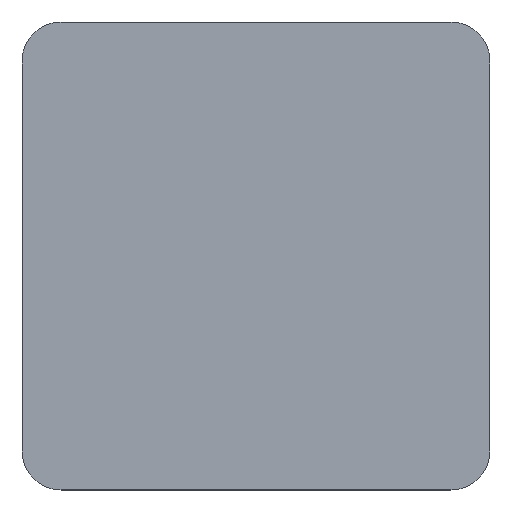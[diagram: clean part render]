
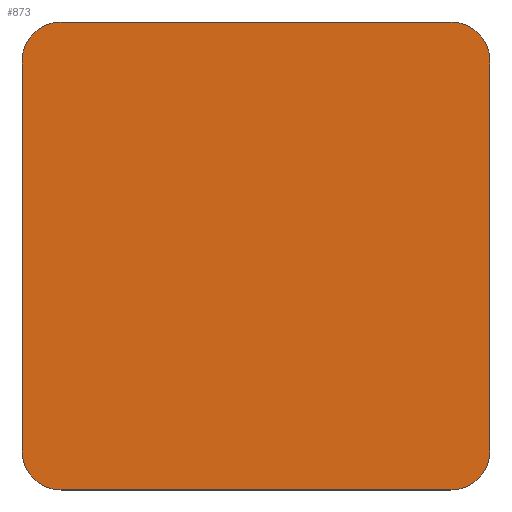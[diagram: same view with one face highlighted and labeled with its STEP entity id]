
A CAD part, top view. The second image highlights one B-rep face of the part: STEP entity #873.
In plain terms, the highlighted planar face has unit normal (0, 0, 1).
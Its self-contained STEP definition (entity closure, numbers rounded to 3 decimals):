
#86=PLANE('',#987);
#145=FACE_OUTER_BOUND('',#215,.T.);
#215=EDGE_LOOP('',(#770,#771,#772,#773,#774,#775,#776,#777));
#289=LINE('',#1487,#365);
#291=LINE('',#1491,#367);
#292=LINE('',#1495,#368);
#293=LINE('',#1499,#369);
#365=VECTOR('',#1235,10.);
#367=VECTOR('',#1239,10.);
#368=VECTOR('',#1242,10.);
#369=VECTOR('',#1245,10.);
#403=CIRCLE('',#985,10.);
#404=CIRCLE('',#988,10.);
#405=CIRCLE('',#989,10.);
#406=CIRCLE('',#990,10.);
#471=VERTEX_POINT('',#1480);
#472=VERTEX_POINT('',#1481);
#473=VERTEX_POINT('',#1486);
#474=VERTEX_POINT('',#1490);
#475=VERTEX_POINT('',#1492);
#476=VERTEX_POINT('',#1494);
#477=VERTEX_POINT('',#1496);
#478=VERTEX_POINT('',#1498);
#571=EDGE_CURVE('',#471,#472,#403,.T.);
#574=EDGE_CURVE('',#473,#472,#289,.T.);
#576=EDGE_CURVE('',#471,#474,#291,.T.);
#577=EDGE_CURVE('',#475,#474,#404,.T.);
#578=EDGE_CURVE('',#475,#476,#292,.T.);
#579=EDGE_CURVE('',#477,#476,#405,.T.);
#580=EDGE_CURVE('',#477,#478,#293,.T.);
#581=EDGE_CURVE('',#473,#478,#406,.T.);
#770=ORIENTED_EDGE('',*,*,#571,.F.);
#771=ORIENTED_EDGE('',*,*,#576,.T.);
#772=ORIENTED_EDGE('',*,*,#577,.F.);
#773=ORIENTED_EDGE('',*,*,#578,.T.);
#774=ORIENTED_EDGE('',*,*,#579,.F.);
#775=ORIENTED_EDGE('',*,*,#580,.T.);
#776=ORIENTED_EDGE('',*,*,#581,.F.);
#777=ORIENTED_EDGE('',*,*,#574,.T.);
#873=ADVANCED_FACE('',(#145),#86,.T.);
#985=AXIS2_PLACEMENT_3D('',#1482,#1229,#1230);
#987=AXIS2_PLACEMENT_3D('',#1489,#1237,#1238);
#988=AXIS2_PLACEMENT_3D('',#1493,#1240,#1241);
#989=AXIS2_PLACEMENT_3D('',#1497,#1243,#1244);
#990=AXIS2_PLACEMENT_3D('',#1500,#1246,#1247);
#1229=DIRECTION('center_axis',(0.,0.,-1.));
#1230=DIRECTION('ref_axis',(-0.707,-0.707,0.));
#1235=DIRECTION('',(0.,-1.,0.));
#1237=DIRECTION('center_axis',(0.,0.,1.));
#1238=DIRECTION('ref_axis',(1.,0.,0.));
#1239=DIRECTION('',(1.,0.,0.));
#1240=DIRECTION('center_axis',(0.,0.,-1.));
#1241=DIRECTION('ref_axis',(0.707,-0.707,0.));
#1242=DIRECTION('',(0.,1.,0.));
#1243=DIRECTION('center_axis',(0.,0.,-1.));
#1244=DIRECTION('ref_axis',(0.707,0.707,0.));
#1245=DIRECTION('',(-1.,0.,0.));
#1246=DIRECTION('center_axis',(0.,0.,-1.));
#1247=DIRECTION('ref_axis',(-0.707,0.707,0.));
#1480=CARTESIAN_POINT('',(20.,78.28,48.58));
#1481=CARTESIAN_POINT('',(10.,88.28,48.58));
#1482=CARTESIAN_POINT('Origin',(20.,88.28,48.58));
#1486=CARTESIAN_POINT('',(10.,188.28,48.58));
#1487=CARTESIAN_POINT('',(10.,198.28,48.58));
#1489=CARTESIAN_POINT('Origin',(70.,138.28,48.58));
#1490=CARTESIAN_POINT('',(120.,78.28,48.58));
#1491=CARTESIAN_POINT('',(20.,78.28,48.58));
#1492=CARTESIAN_POINT('',(130.,88.28,48.58));
#1493=CARTESIAN_POINT('Origin',(120.,88.28,48.58));
#1494=CARTESIAN_POINT('',(130.,188.28,48.58));
#1495=CARTESIAN_POINT('',(130.,78.28,48.58));
#1496=CARTESIAN_POINT('',(120.,198.28,48.58));
#1497=CARTESIAN_POINT('Origin',(120.,188.28,48.58));
#1498=CARTESIAN_POINT('',(20.,198.28,48.58));
#1499=CARTESIAN_POINT('',(20.,198.28,48.58));
#1500=CARTESIAN_POINT('Origin',(20.,188.28,48.58));
